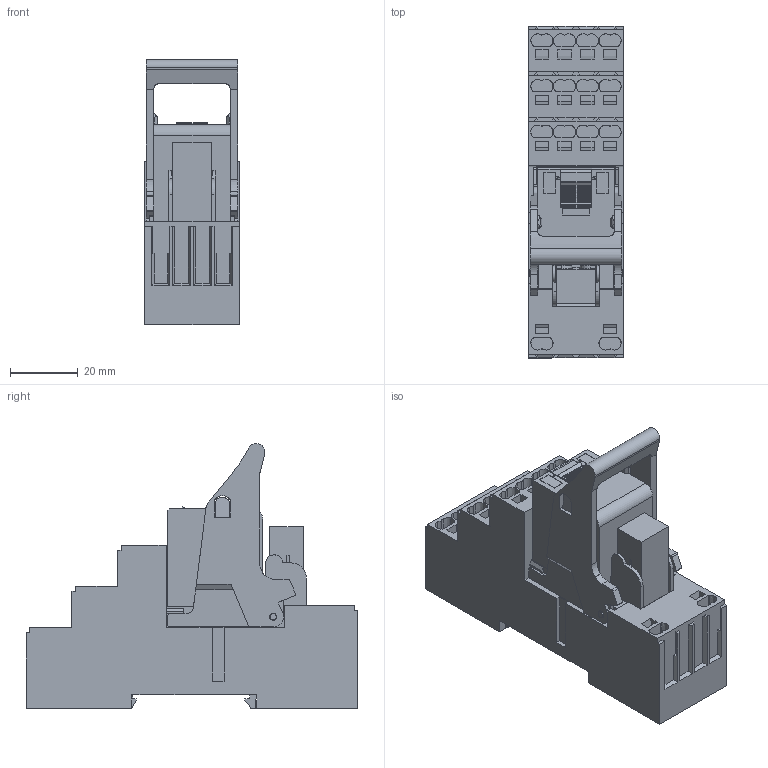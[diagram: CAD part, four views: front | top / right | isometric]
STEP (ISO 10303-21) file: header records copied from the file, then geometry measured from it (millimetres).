
FILE_DESCRIPTION(('CATIA V5R24 STEP','CAx-IF Rec.Pracs.--- Model Styling and Organization---1.2---2011-12-15'),'2;1');
FILE_NAME ('7833745_4', '2018-01-30T13:43:45+00:00', ('Weidmueller Interface'), ('Weidmueller'), 'CATIA Version 5-6 Release 2014 SP4', 'CATIA V5 STEP AP214', 'none');
FILE_SCHEMA(('AUTOMOTIVE_DESIGN { 1 0 10303 214 1 1 1 1 }'));
Length unit declared in the file: millimetre
Products named in the file (1): S3D_RCMKITP_I_XXXVAC_4CO_LD
Bounding box: 28 x 98 x 78.29 mm (x, y, z)
Volume: 105583.4 mm3; surface area: 31928.4 mm2
Topology: 21 solids, 22 shells, 898 faces, 2491 edges, 1693 vertices
Faces by surface type: plane 677, cylinder 118, extrusion 103
Entity records: 29403 total; most frequent: CARTESIAN_POINT 6735, ORIENTED_EDGE 4982, DIRECTION 3478, EDGE_CURVE 2491, VECTOR 2024, LINE 1921, VERTEX_POINT 1693, EDGE_LOOP 964
